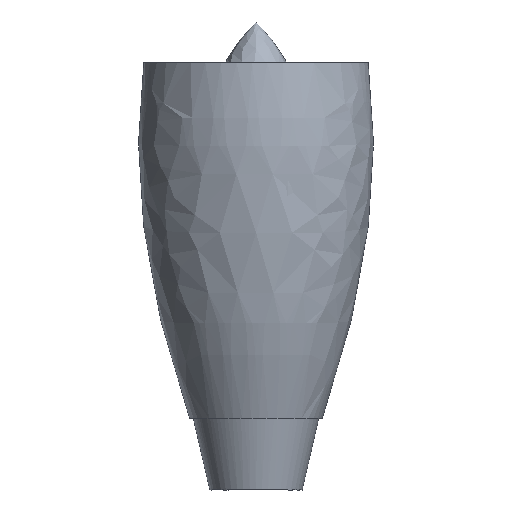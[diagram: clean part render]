
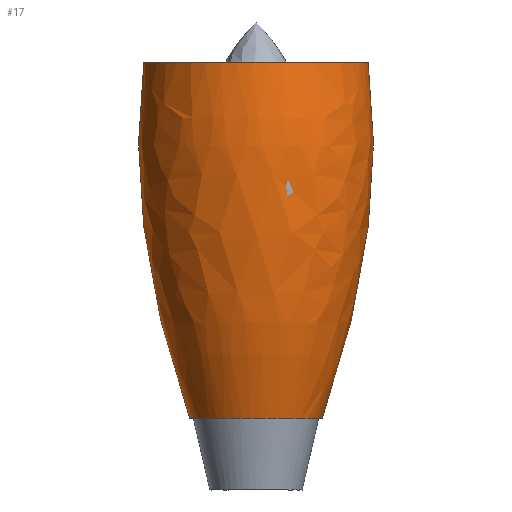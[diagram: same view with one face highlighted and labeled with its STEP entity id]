
A CAD part, left-side view. The second image highlights one B-rep face of the part: STEP entity #17.
In plain terms, the highlighted free-form (B-spline) face has degree [2, 3] with [3, 4] control points.
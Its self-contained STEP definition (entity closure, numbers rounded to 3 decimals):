
#17 = ADVANCED_FACE('',(#18),#56,.F.);
#18 = FACE_BOUND('',#19,.F.);
#19 = EDGE_LOOP('',(#20,#30,#40,#48));
#20 = ORIENTED_EDGE('',*,*,#21,.T.);
#21 = EDGE_CURVE('',#22,#24,#26,.T.);
#22 = VERTEX_POINT('',#23);
#23 = CARTESIAN_POINT('',(0.,661.997,-1776.605));
#24 = VERTEX_POINT('',#25);
#25 = CARTESIAN_POINT('',(0.,1120.953,1776.556));
#26 = B_SPLINE_CURVE_WITH_KNOTS('',2,(#27,#28,#29),.UNSPECIFIED.,.F.,.F.
  ,(3,3),(0.,1.),.PIECEWISE_BEZIER_KNOTS.);
#27 = CARTESIAN_POINT('',(0.,661.997,-1776.605));
#28 = CARTESIAN_POINT('',(0.,1338.55,159.535));
#29 = CARTESIAN_POINT('',(0.,1120.953,1776.556));
#30 = ORIENTED_EDGE('',*,*,#31,.T.);
#31 = EDGE_CURVE('',#24,#32,#34,.T.);
#32 = VERTEX_POINT('',#33);
#33 = CARTESIAN_POINT('',(0.,-1120.953,
    1776.556));
#34 = ( BOUNDED_CURVE() B_SPLINE_CURVE(2,(#35,#36,#37,#38,#39),
.UNSPECIFIED.,.F.,.F.) B_SPLINE_CURVE_WITH_KNOTS((3,2,3),(3.142,
4.712,6.283),.PIECEWISE_BEZIER_KNOTS.) CURVE() 
GEOMETRIC_REPRESENTATION_ITEM() RATIONAL_B_SPLINE_CURVE((1.,
0.707,1.,0.707,1.)) REPRESENTATION_ITEM('') );
#35 = CARTESIAN_POINT('',(0.,1120.953,
    1776.556));
#36 = CARTESIAN_POINT('',(-1120.953,1120.953,
    1776.556));
#37 = CARTESIAN_POINT('',(-1120.953,0.,
    1776.556));
#38 = CARTESIAN_POINT('',(-1120.953,-1120.953,
    1776.556));
#39 = CARTESIAN_POINT('',(0.,-1120.953,
    1776.556));
#40 = ORIENTED_EDGE('',*,*,#41,.F.);
#41 = EDGE_CURVE('',#42,#32,#44,.T.);
#42 = VERTEX_POINT('',#43);
#43 = CARTESIAN_POINT('',(0.,-661.997,
    -1776.605));
#44 = B_SPLINE_CURVE_WITH_KNOTS('',2,(#45,#46,#47),.UNSPECIFIED.,.F.,.F.
  ,(3,3),(0.,1.),.PIECEWISE_BEZIER_KNOTS.);
#45 = CARTESIAN_POINT('',(0.,-661.997,
    -1776.605));
#46 = CARTESIAN_POINT('',(0.,-1338.55,
    159.535));
#47 = CARTESIAN_POINT('',(0.,-1120.953,
    1776.556));
#48 = ORIENTED_EDGE('',*,*,#49,.F.);
#49 = EDGE_CURVE('',#22,#42,#50,.T.);
#50 = ( BOUNDED_CURVE() B_SPLINE_CURVE(2,(#51,#52,#53,#54,#55),
.UNSPECIFIED.,.F.,.F.) B_SPLINE_CURVE_WITH_KNOTS((3,2,3),(3.142,
4.712,6.283),.PIECEWISE_BEZIER_KNOTS.) CURVE() 
GEOMETRIC_REPRESENTATION_ITEM() RATIONAL_B_SPLINE_CURVE((1.,
0.707,1.,0.707,1.)) REPRESENTATION_ITEM('') );
#51 = CARTESIAN_POINT('',(0.,661.997,
    -1776.605));
#52 = CARTESIAN_POINT('',(-661.997,661.997,
    -1776.605));
#53 = CARTESIAN_POINT('',(-661.997,0.,
    -1776.605));
#54 = CARTESIAN_POINT('',(-661.997,-661.997,
    -1776.605));
#55 = CARTESIAN_POINT('',(0.,-661.997,
    -1776.605));
#56 = ( BOUNDED_SURFACE() B_SPLINE_SURFACE(2,3,(
    (#57,#58,#59,#60)
    ,(#61,#62,#63,#64)
    ,(#65,#66,#67,#68
)),.UNSPECIFIED.,.F.,.F.,.F.) B_SPLINE_SURFACE_WITH_KNOTS((3,3),(4,4),(
    0.,1.),(0.,1.),.PIECEWISE_BEZIER_KNOTS.) 
GEOMETRIC_REPRESENTATION_ITEM() RATIONAL_B_SPLINE_SURFACE((
    (1.,0.333,0.333,1.)
    ,(1.,0.333,0.333,1.)
,(1.,0.333,0.333,1.
))) REPRESENTATION_ITEM('') SURFACE() );
#57 = CARTESIAN_POINT('',(0.,661.997,-1776.605));
#58 = CARTESIAN_POINT('',(-1323.993,661.997,
    -1776.605));
#59 = CARTESIAN_POINT('',(-1323.993,-661.997,
    -1776.605));
#60 = CARTESIAN_POINT('',(0.,-661.997,
    -1776.605));
#61 = CARTESIAN_POINT('',(0.,1338.55,159.535));
#62 = CARTESIAN_POINT('',(-2677.1,1338.55,
    159.535));
#63 = CARTESIAN_POINT('',(-2677.1,-1338.55,
    159.535));
#64 = CARTESIAN_POINT('',(0.,-1338.55,
    159.535));
#65 = CARTESIAN_POINT('',(0.,1120.953,1776.556));
#66 = CARTESIAN_POINT('',(-2241.906,1120.953,
    1776.556));
#67 = CARTESIAN_POINT('',(-2241.906,-1120.953,
    1776.556));
#68 = CARTESIAN_POINT('',(0.,-1120.953,
    1776.556));
